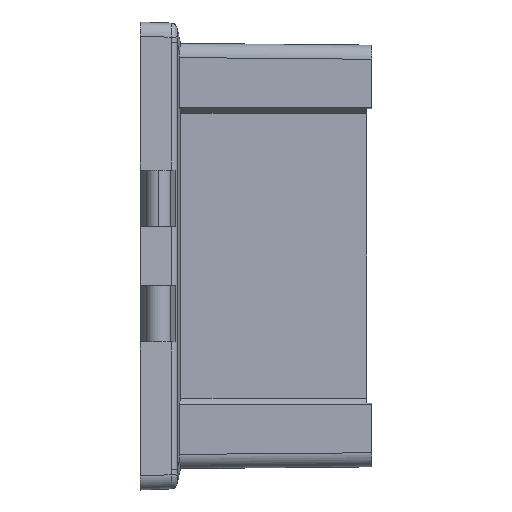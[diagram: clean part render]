
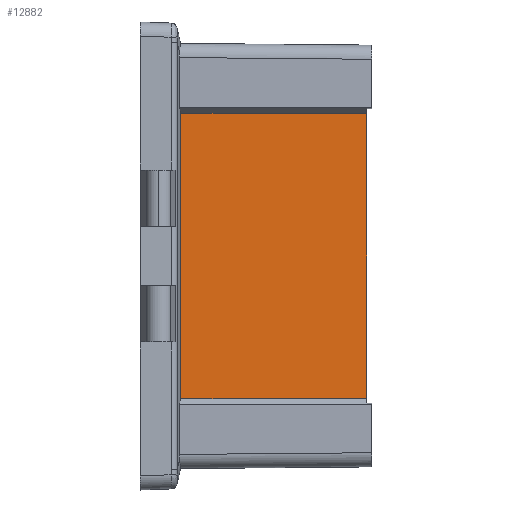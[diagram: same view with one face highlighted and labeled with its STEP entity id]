
A CAD part, left-side view. The second image highlights one B-rep face of the part: STEP entity #12882.
In plain terms, the highlighted planar face has unit normal (-1, -0.009, 0).
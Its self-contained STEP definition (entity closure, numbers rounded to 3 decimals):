
#328 = ORIENTED_EDGE ( 'NONE', *, *, #3579, .F. ) ;
#1140 = CARTESIAN_POINT ( 'NONE',  ( -80.448, -15.805, -80.5 ) ) ;
#1879 = CARTESIAN_POINT ( 'NONE',  ( -80.448, -15.805, 55.409 ) ) ;
#2156 = LINE ( 'NONE', #12407, #4811 ) ;
#2236 = EDGE_LOOP ( 'NONE', ( #2591, #5242, #328, #11873 ) ) ;
#2591 = ORIENTED_EDGE ( 'NONE', *, *, #11183, .F. ) ;
#2749 = EDGE_CURVE ( 'NONE', #7393, #11714, #12493, .T. ) ;
#3579 = EDGE_CURVE ( 'NONE', #11714, #12070, #2156, .T. ) ;
#4130 = CARTESIAN_POINT ( 'NONE',  ( -80.447, -15.929, 55.409 ) ) ;
#4155 = CARTESIAN_POINT ( 'NONE',  ( -79.818, -88., 55.343 ) ) ;
#4550 = DIRECTION ( 'NONE',  ( -0.009, 1., -0.001 ) ) ;
#4583 = CARTESIAN_POINT ( 'NONE',  ( -80.448, -15.805, -80.5 ) ) ;
#4811 = VECTOR ( 'NONE', #4550, 1000. ) ;
#5242 = ORIENTED_EDGE ( 'NONE', *, *, #13761, .T. ) ;
#5602 = PLANE ( 'NONE',  #13838 ) ;
#6652 = LINE ( 'NONE', #4130, #12357 ) ;
#6965 = CARTESIAN_POINT ( 'NONE',  ( -80.448, -15.805, -55.409 ) ) ;
#7393 = VERTEX_POINT ( 'NONE', #4155 ) ;
#8036 = VECTOR ( 'NONE', #8355, 1000. ) ;
#8355 = DIRECTION ( 'NONE',  ( 0., 0., -1. ) ) ;
#8944 = VECTOR ( 'NONE', #9137, 1000. ) ;
#9137 = DIRECTION ( 'NONE',  ( 0., 0., -1. ) ) ;
#10194 = DIRECTION ( 'NONE',  ( 0.009, -1., 0. ) ) ;
#11183 = EDGE_CURVE ( 'NONE', #13221, #7393, #6652, .T. ) ;
#11714 = VERTEX_POINT ( 'NONE', #14278 ) ;
#11873 = ORIENTED_EDGE ( 'NONE', *, *, #2749, .F. ) ;
#11973 = LINE ( 'NONE', #4583, #8944 ) ;
#12070 = VERTEX_POINT ( 'NONE', #6965 ) ;
#12128 = DIRECTION ( 'NONE',  ( 0.009, -1., -0.001 ) ) ;
#12357 = VECTOR ( 'NONE', #12128, 1000. ) ;
#12407 = CARTESIAN_POINT ( 'NONE',  ( -80.448, -15.782, -55.409 ) ) ;
#12493 = LINE ( 'NONE', #13955, #8036 ) ;
#12882 = ADVANCED_FACE ( 'NONE', ( #13927 ), #5602, .T. ) ;
#13221 = VERTEX_POINT ( 'NONE', #1879 ) ;
#13536 = DIRECTION ( 'NONE',  ( -1., -0.009, 0. ) ) ;
#13761 = EDGE_CURVE ( 'NONE', #13221, #12070, #11973, .T. ) ;
#13838 = AXIS2_PLACEMENT_3D ( 'NONE', #1140, #13536, #10194 ) ;
#13927 = FACE_OUTER_BOUND ( 'NONE', #2236, .T. ) ;
#13955 = CARTESIAN_POINT ( 'NONE',  ( -79.818, -88., -80.5 ) ) ;
#14278 = CARTESIAN_POINT ( 'NONE',  ( -79.818, -88., -55.343 ) ) ;
